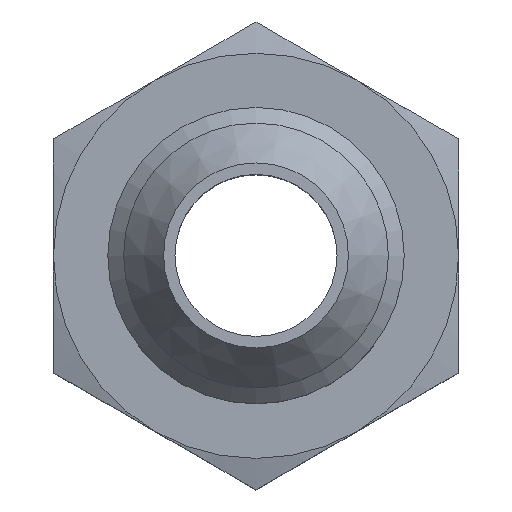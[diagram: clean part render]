
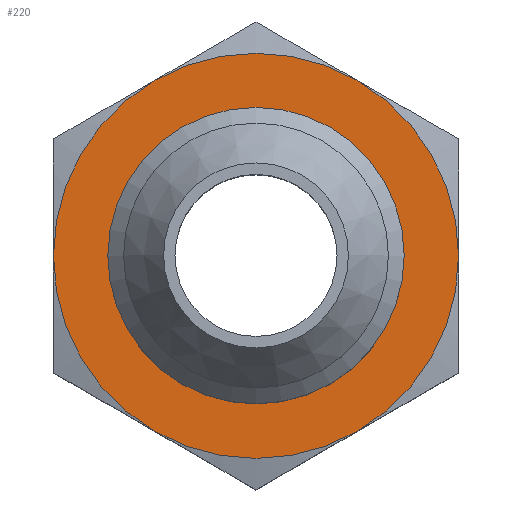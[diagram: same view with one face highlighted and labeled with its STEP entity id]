
A CAD part, top view. The second image highlights one B-rep face of the part: STEP entity #220.
In plain terms, the highlighted planar face has unit normal (0, 0, 1).
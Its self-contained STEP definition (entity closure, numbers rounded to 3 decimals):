
#141=CARTESIAN_POINT('',(10.805,0.,32.7));
#142=VERTEX_POINT('',#141);
#143=CARTESIAN_POINT('',(0.,0.,32.7));
#144=DIRECTION('',(0.0,0.0,1.0));
#145=DIRECTION('',(-1.0,0.0,0.0));
#146=AXIS2_PLACEMENT_3D('',#143,#144,#145);
#147=CIRCLE('',#146,10.805);
#148=EDGE_CURVE('',#142,#142,#147,.T.);
#156=CARTESIAN_POINT('',(0.,0.,32.7));
#157=DIRECTION('',(0.0,0.0,1.0));
#158=DIRECTION('',(1.0,0.0,0.0));
#159=AXIS2_PLACEMENT_3D('',#156,#157,#158);
#160=PLANE('',#159);
#161=CARTESIAN_POINT('',(7.5,-12.99,32.7));
#162=VERTEX_POINT('',#161);
#163=CARTESIAN_POINT('',(15.,0.,32.7));
#164=VERTEX_POINT('',#163);
#165=CARTESIAN_POINT('',(0.0,0.0,32.7));
#166=DIRECTION('',(0.0,0.0,1.0));
#167=DIRECTION('',(0.0,-1.0,0.0));
#168=AXIS2_PLACEMENT_3D('',#165,#166,#167);
#169=CIRCLE('',#168,15.);
#170=EDGE_CURVE('',#162,#164,#169,.T.);
#171=ORIENTED_EDGE('',*,*,#170,.T.);
#172=CARTESIAN_POINT('',(7.5,12.99,32.7));
#173=VERTEX_POINT('',#172);
#174=CARTESIAN_POINT('',(0.0,0.0,32.7));
#175=DIRECTION('',(0.0,0.0,1.0));
#176=DIRECTION('',(0.0,-1.0,0.0));
#177=AXIS2_PLACEMENT_3D('',#174,#175,#176);
#178=CIRCLE('',#177,15.);
#179=EDGE_CURVE('',#164,#173,#178,.T.);
#180=ORIENTED_EDGE('',*,*,#179,.T.);
#181=CARTESIAN_POINT('',(-7.5,12.99,32.7));
#182=VERTEX_POINT('',#181);
#183=CARTESIAN_POINT('',(0.0,0.0,32.7));
#184=DIRECTION('',(0.0,0.0,1.0));
#185=DIRECTION('',(0.0,-1.0,0.0));
#186=AXIS2_PLACEMENT_3D('',#183,#184,#185);
#187=CIRCLE('',#186,15.);
#188=EDGE_CURVE('',#173,#182,#187,.T.);
#189=ORIENTED_EDGE('',*,*,#188,.T.);
#190=CARTESIAN_POINT('',(-15.,0.0,32.7));
#191=VERTEX_POINT('',#190);
#192=CARTESIAN_POINT('',(0.0,0.0,32.7));
#193=DIRECTION('',(0.0,0.0,1.0));
#194=DIRECTION('',(0.0,-1.0,0.0));
#195=AXIS2_PLACEMENT_3D('',#192,#193,#194);
#196=CIRCLE('',#195,15.);
#197=EDGE_CURVE('',#182,#191,#196,.T.);
#198=ORIENTED_EDGE('',*,*,#197,.T.);
#199=CARTESIAN_POINT('',(-7.5,-12.99,32.7));
#200=VERTEX_POINT('',#199);
#201=CARTESIAN_POINT('',(0.0,0.0,32.7));
#202=DIRECTION('',(0.0,0.0,1.0));
#203=DIRECTION('',(0.0,-1.0,0.0));
#204=AXIS2_PLACEMENT_3D('',#201,#202,#203);
#205=CIRCLE('',#204,15.);
#206=EDGE_CURVE('',#191,#200,#205,.T.);
#207=ORIENTED_EDGE('',*,*,#206,.T.);
#208=CARTESIAN_POINT('',(0.0,0.0,32.7));
#209=DIRECTION('',(0.0,0.0,1.0));
#210=DIRECTION('',(0.0,-1.0,0.0));
#211=AXIS2_PLACEMENT_3D('',#208,#209,#210);
#212=CIRCLE('',#211,15.);
#213=EDGE_CURVE('',#200,#162,#212,.T.);
#214=ORIENTED_EDGE('',*,*,#213,.T.);
#215=EDGE_LOOP('',(#171,#180,#189,#198,#207,#214));
#216=FACE_OUTER_BOUND('',#215,.T.);
#217=ORIENTED_EDGE('',*,*,#148,.F.);
#218=EDGE_LOOP('',(#217));
#219=FACE_BOUND('',#218,.T.);
#220=ADVANCED_FACE('',(#216,#219),#160,.T.);
